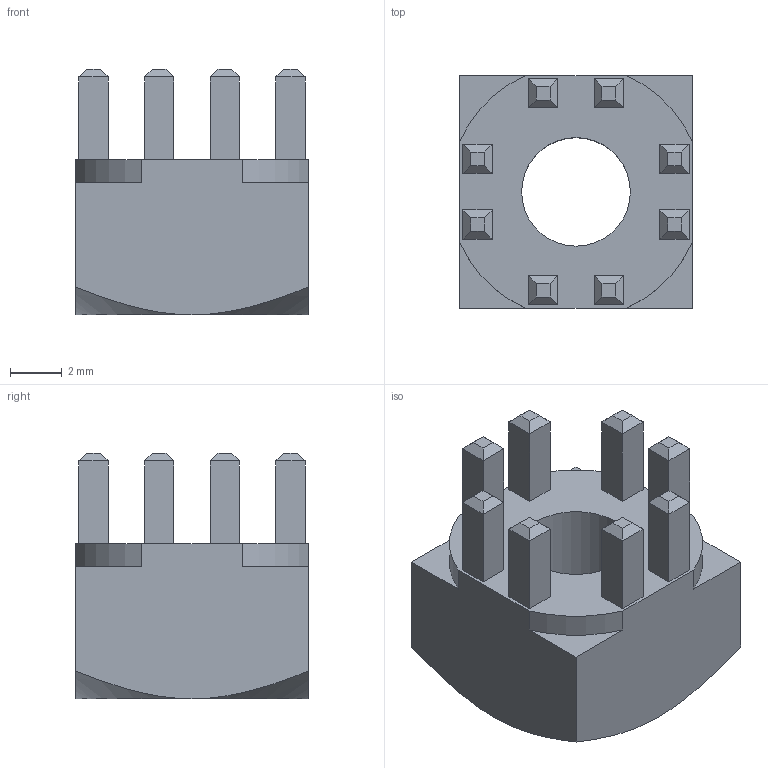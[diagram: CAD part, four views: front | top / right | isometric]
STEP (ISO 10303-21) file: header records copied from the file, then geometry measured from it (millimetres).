
FILE_DESCRIPTION (( 'STEP AP203' ), '1' );
FILE_NAME ('96062-A.STEP', '2013-12-17T20:05:19', ( 'Hajo' ), ( 'Microsoft' ), 'SwSTEP 2.0', 'SolidWorks 2011', '' );
FILE_SCHEMA (( 'CONFIG_CONTROL_DESIGN' ));
Length unit declared in the file: millimetre
Products named in the file (1): 96062-A
Bounding box: 9 x 9 x 9.5 mm (x, y, z)
Volume: 419.2 mm3; surface area: 527.5 mm2
Topology: 1 solids, 1 shells, 94 faces, 214 edges, 130 vertices
Faces by surface type: plane 82, cone 6, cylinder 6
Entity records: 2673 total; most frequent: CARTESIAN_POINT 495, ORIENTED_EDGE 428, DIRECTION 414, EDGE_CURVE 214, VECTOR 188, LINE 188, VERTEX_POINT 130, AXIS2_PLACEMENT_3D 113
